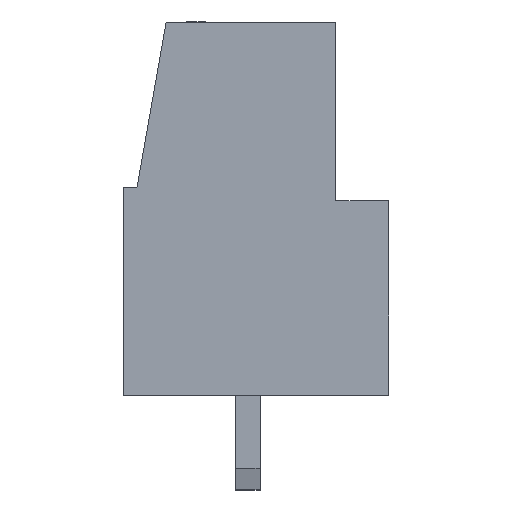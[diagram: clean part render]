
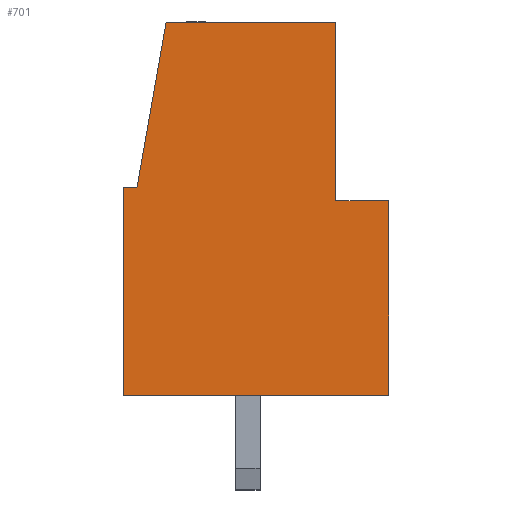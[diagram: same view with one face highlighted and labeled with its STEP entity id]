
A CAD part, left-side view. The second image highlights one B-rep face of the part: STEP entity #701.
In plain terms, the highlighted planar face has unit normal (-1, 0, 0).
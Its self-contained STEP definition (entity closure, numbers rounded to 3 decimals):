
#701 = ADVANCED_FACE( '', ( #1440 ), #1441, .T. );
#1440 = FACE_OUTER_BOUND( '', #2224, .T. );
#1441 = PLANE( '', #2225 );
#2224 = EDGE_LOOP( '', ( #4107, #4108, #4109, #4110, #4111, #4112, #4113, #4114 ) );
#2225 = AXIS2_PLACEMENT_3D( '', #4115, #4116, #4117 );
#4107 = ORIENTED_EDGE( '', *, *, #5520, .T. );
#4108 = ORIENTED_EDGE( '', *, *, #5521, .F. );
#4109 = ORIENTED_EDGE( '', *, *, #5176, .T. );
#4110 = ORIENTED_EDGE( '', *, *, #5522, .F. );
#4111 = ORIENTED_EDGE( '', *, *, #5517, .F. );
#4112 = ORIENTED_EDGE( '', *, *, #5033, .T. );
#4113 = ORIENTED_EDGE( '', *, *, #5523, .F. );
#4114 = ORIENTED_EDGE( '', *, *, #5417, .F. );
#4115 = CARTESIAN_POINT( '', ( -2.54, 0., 0. ) );
#4116 = DIRECTION( '', ( -1., 0., 0. ) );
#4117 = DIRECTION( '', ( 0., 0., 1. ) );
#5033 = EDGE_CURVE( '', #6146, #6147, #6148, .T. );
#5176 = EDGE_CURVE( '', #6365, #6363, #6366, .T. );
#5417 = EDGE_CURVE( '', #6719, #6721, #6722, .T. );
#5517 = EDGE_CURVE( '', #6146, #6839, #6840, .T. );
#5520 = EDGE_CURVE( '', #6719, #6843, #6844, .T. );
#5521 = EDGE_CURVE( '', #6365, #6843, #6845, .T. );
#5522 = EDGE_CURVE( '', #6839, #6363, #6846, .T. );
#5523 = EDGE_CURVE( '', #6721, #6147, #6847, .T. );
#6146 = VERTEX_POINT( '', #7699 );
#6147 = VERTEX_POINT( '', #7700 );
#6148 = LINE( '', #7701, #7702 );
#6363 = VERTEX_POINT( '', #8022 );
#6365 = VERTEX_POINT( '', #8025 );
#6366 = LINE( '', #8026, #8027 );
#6719 = VERTEX_POINT( '', #8559 );
#6721 = VERTEX_POINT( '', #8562 );
#6722 = LINE( '', #8563, #8564 );
#6839 = VERTEX_POINT( '', #8734 );
#6840 = LINE( '', #8735, #8736 );
#6843 = VERTEX_POINT( '', #8740 );
#6844 = LINE( '', #8741, #8742 );
#6845 = LINE( '', #8743, #8744 );
#6846 = LINE( '', #8745, #8746 );
#6847 = LINE( '', #8747, #8748 );
#7699 = CARTESIAN_POINT( '', ( -2.54, -1.576, 13.8 ) );
#7700 = CARTESIAN_POINT( '', ( -2.54, -0.5, 7.7 ) );
#7701 = CARTESIAN_POINT( '', ( -2.54, -1.576, 13.8 ) );
#7702 = VECTOR( '', #9188, 1000. );
#8022 = CARTESIAN_POINT( '', ( -2.54, -7.85, 7.2 ) );
#8025 = CARTESIAN_POINT( '', ( -2.54, -9.8, 7.2 ) );
#8026 = CARTESIAN_POINT( '', ( -2.54, -9.8, 7.2 ) );
#8027 = VECTOR( '', #9304, 1000. );
#8559 = CARTESIAN_POINT( '', ( -2.54, 0., 0. ) );
#8562 = CARTESIAN_POINT( '', ( -2.54, 0., 7.7 ) );
#8563 = CARTESIAN_POINT( '', ( -2.54, 0., 0. ) );
#8564 = VECTOR( '', #9509, 1000. );
#8734 = CARTESIAN_POINT( '', ( -2.54, -7.85, 13.8 ) );
#8735 = CARTESIAN_POINT( '', ( -2.54, -1.576, 13.8 ) );
#8736 = VECTOR( '', #9578, 1000. );
#8740 = CARTESIAN_POINT( '', ( -2.54, -9.8, 0. ) );
#8741 = CARTESIAN_POINT( '', ( -2.54, 0., 0. ) );
#8742 = VECTOR( '', #9580, 1000. );
#8743 = CARTESIAN_POINT( '', ( -2.54, -9.8, 7.2 ) );
#8744 = VECTOR( '', #9581, 1000. );
#8745 = CARTESIAN_POINT( '', ( -2.54, -7.85, 13.8 ) );
#8746 = VECTOR( '', #9582, 1000. );
#8747 = CARTESIAN_POINT( '', ( -2.54, 0., 7.7 ) );
#8748 = VECTOR( '', #9583, 1000. );
#9188 = DIRECTION( '', ( 0., 0.174, -0.985 ) );
#9304 = DIRECTION( '', ( 0., 1., 0. ) );
#9509 = DIRECTION( '', ( 0., 0., 1. ) );
#9578 = DIRECTION( '', ( 0., -1., 0. ) );
#9580 = DIRECTION( '', ( 0., -1., 0. ) );
#9581 = DIRECTION( '', ( 0., 0., -1. ) );
#9582 = DIRECTION( '', ( 0., 0., -1. ) );
#9583 = DIRECTION( '', ( 0., -1., 0. ) );
